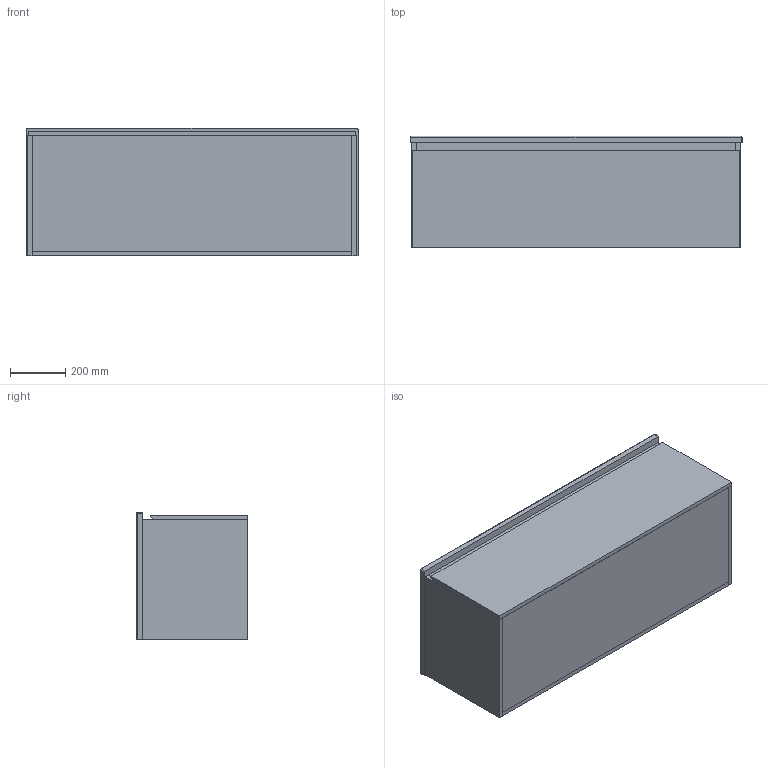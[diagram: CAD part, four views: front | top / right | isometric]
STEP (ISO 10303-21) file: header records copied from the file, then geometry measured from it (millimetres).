
FILE_DESCRIPTION (( 'STEP AP214' ), '1' );
FILE_NAME ('AD Slim Acrylic 1200 ASSEM.STEP', '2019-03-08T00:19:18', ( '' ), ( '' ), 'SwSTEP 2.0', 'SolidWorks 2015', '' );
FILE_SCHEMA (( 'AUTOMOTIVE_DESIGN' ));
Length unit declared in the file: millimetre
Products named in the file (3): AD Slim Acrylic 1200 ASSEM; Essentials Acrylic 1200; AD Slim Acrylic 1200
Assembly tree (2 placements, depth 2):
  AD Slim Acrylic 1200 ASSEM
    AD Slim Acrylic 1200
    Essentials Acrylic 1200
Bounding box: 1200 x 402 x 460 mm (x, y, z)
Volume: 42620388.9 mm3; surface area: 5125871.8 mm2
Topology: 7 solids, 7 shells, 77 faces, 165 edges, 100 vertices
Faces by surface type: plane 51, cylinder 14, bspline 6, sphere 4, torus 2
Entity records: 2966 total; most frequent: CARTESIAN_POINT 1055, DIRECTION 333, ORIENTED_EDGE 322, EDGE_CURVE 161, VECTOR 121, LINE 121, AXIS2_PLACEMENT_3D 106, VERTEX_POINT 100
